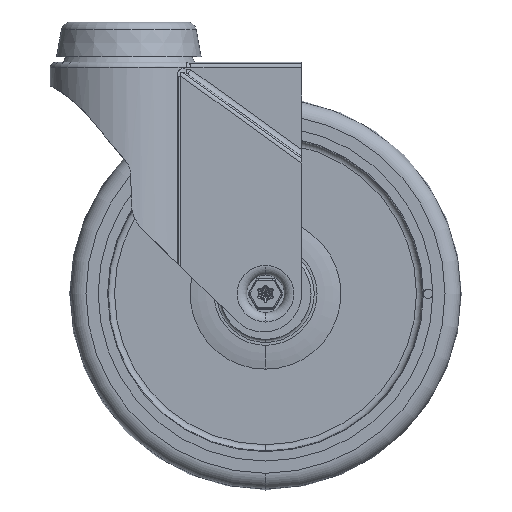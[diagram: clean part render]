
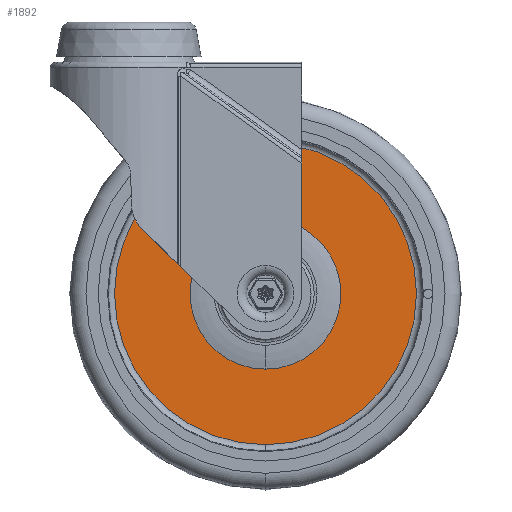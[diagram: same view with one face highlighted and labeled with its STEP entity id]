
A CAD part, front view. The second image highlights one B-rep face of the part: STEP entity #1892.
In plain terms, the highlighted planar face has unit normal (0, -1, 0).
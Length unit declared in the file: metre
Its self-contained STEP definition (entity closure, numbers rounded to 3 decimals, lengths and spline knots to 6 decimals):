
#1892=ADVANCED_FACE('',(#2677,#2678),#2679,.T.);
#2677=FACE_OUTER_BOUND('',#7695,.T.);
#2678=FACE_BOUND('',#7696,.T.);
#2679=PLANE('',#7697);
#7695=EDGE_LOOP('',(#16956,#16957));
#7696=EDGE_LOOP('',(#16958,#16959));
#7697=AXIS2_PLACEMENT_3D('',#16960,#16961,#16962);
#16956=ORIENTED_EDGE('',*,*,#19370,.F.);
#16957=ORIENTED_EDGE('',*,*,#19302,.F.);
#16958=ORIENTED_EDGE('',*,*,#19307,.T.);
#16959=ORIENTED_EDGE('',*,*,#19369,.T.);
#16960=CARTESIAN_POINT('',(0.0,-0.0025,0.036026));
#16961=DIRECTION('',(0.0,-1.0,0.));
#16962=DIRECTION('',(0.0,0.,-1.0));
#19302=EDGE_CURVE('',#20643,#20645,#20646,.T.);
#19307=EDGE_CURVE('',#20649,#20653,#20655,.T.);
#19369=EDGE_CURVE('',#20653,#20649,#20755,.T.);
#19370=EDGE_CURVE('',#20645,#20643,#20756,.T.);
#20643=VERTEX_POINT('',#24317);
#20645=VERTEX_POINT('',#24319);
#20646=CIRCLE('',#24320,0.048052);
#20649=VERTEX_POINT('',#24323);
#20653=VERTEX_POINT('',#24327);
#20655=CIRCLE('',#24329,0.024);
#20755=CIRCLE('',#24443,0.024);
#20756=CIRCLE('',#24444,0.048052);
#24317=CARTESIAN_POINT('',(0.,-0.0025,-0.048052));
#24319=CARTESIAN_POINT('',(0.0,-0.0025,0.048052));
#24320=AXIS2_PLACEMENT_3D('',#35425,#35426,#35427);
#24323=CARTESIAN_POINT('',(0.0,-0.0025,0.024));
#24327=CARTESIAN_POINT('',(0.,-0.0025,-0.024));
#24329=AXIS2_PLACEMENT_3D('',#35440,#35441,#35442);
#24443=AXIS2_PLACEMENT_3D('',#35598,#35599,#35600);
#24444=AXIS2_PLACEMENT_3D('',#35601,#35602,#35603);
#35425=CARTESIAN_POINT('',(0.0,-0.0025,0.0));
#35426=DIRECTION('',(0.0,1.0,0.0));
#35427=DIRECTION('',(0.0,0.0,1.0));
#35440=CARTESIAN_POINT('',(0.0,-0.0025,0.0));
#35441=DIRECTION('',(0.0,1.0,0.0));
#35442=DIRECTION('',(0.0,0.0,1.0));
#35598=CARTESIAN_POINT('',(0.0,-0.0025,0.0));
#35599=DIRECTION('',(0.0,1.0,0.0));
#35600=DIRECTION('',(0.0,0.0,1.0));
#35601=CARTESIAN_POINT('',(0.0,-0.0025,0.0));
#35602=DIRECTION('',(0.0,1.0,0.0));
#35603=DIRECTION('',(0.0,0.0,1.0));
